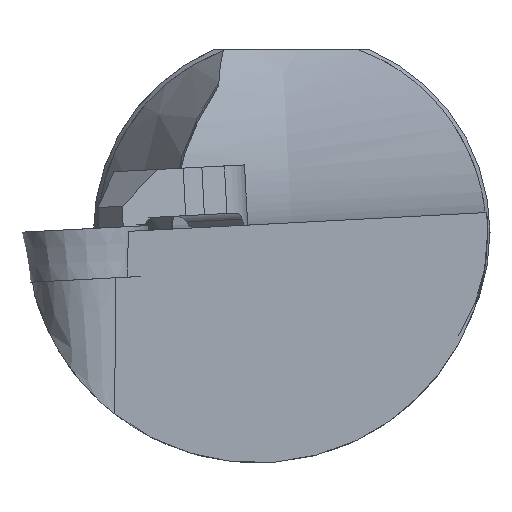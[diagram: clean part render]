
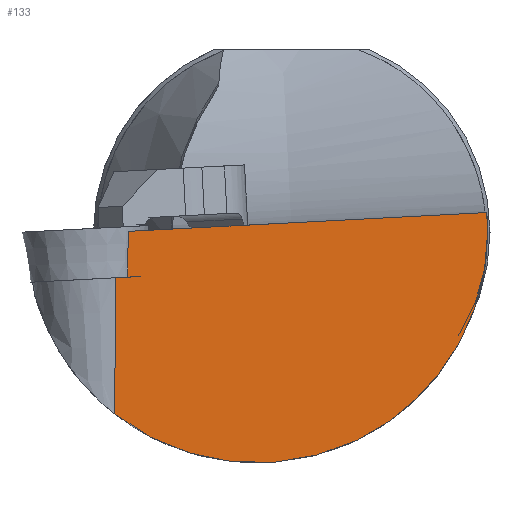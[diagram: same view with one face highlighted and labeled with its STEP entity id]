
A CAD part, left-side view. The second image highlights one B-rep face of the part: STEP entity #133.
In plain terms, the highlighted planar face has unit normal (-0.86, -0.502, -0.096).
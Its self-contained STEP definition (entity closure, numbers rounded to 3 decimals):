
#133=ADVANCED_FACE('',(#199),#179,.F.);
#179=PLANE('',#865);
#199=FACE_OUTER_BOUND('',#242,.T.);
#242=EDGE_LOOP('',(#395,#396,#397,#398,#399,#400));
#291=ELLIPSE('',#863,16.927,14.55);
#292=ELLIPSE('',#864,14.368,12.35);
#301=LINE('',#1170,#346);
#302=LINE('',#1173,#347);
#346=VECTOR('',#949,1.);
#347=VECTOR('',#950,1.);
#395=ORIENTED_EDGE('',*,*,#710,.T.);
#396=ORIENTED_EDGE('',*,*,#711,.T.);
#397=ORIENTED_EDGE('',*,*,#712,.T.);
#398=ORIENTED_EDGE('',*,*,#713,.T.);
#399=ORIENTED_EDGE('',*,*,#714,.T.);
#400=ORIENTED_EDGE('',*,*,#715,.T.);
#631=VERTEX_POINT('',#1171);
#632=VERTEX_POINT('',#1172);
#633=VERTEX_POINT('',#1174);
#634=VERTEX_POINT('',#1176);
#635=VERTEX_POINT('',#1178);
#636=VERTEX_POINT('',#1183);
#710=EDGE_CURVE('',#631,#632,#301,.T.);
#711=EDGE_CURVE('',#632,#633,#302,.T.);
#712=EDGE_CURVE('',#633,#634,#291,.T.);
#713=EDGE_CURVE('',#634,#635,#292,.T.);
#714=EDGE_CURVE('',#635,#636,#824,.T.);
#715=EDGE_CURVE('',#636,#631,#825,.T.);
#824=B_SPLINE_CURVE_WITH_KNOTS('',3,(#1179,#1180,#1181,#1182),
 .UNSPECIFIED.,.F.,.F.,(4,4),(0.,1.),.UNSPECIFIED.);
#825=B_SPLINE_CURVE_WITH_KNOTS('',3,(#1184,#1185,#1186,#1187),
 .UNSPECIFIED.,.F.,.F.,(4,4),(0.,1.),.UNSPECIFIED.);
#863=AXIS2_PLACEMENT_3D('',#1175,#951,#952);
#864=AXIS2_PLACEMENT_3D('',#1177,#953,#954);
#865=AXIS2_PLACEMENT_3D('',#1188,#955,#956);
#949=DIRECTION('',(-0.5,0.865,-0.045));
#950=DIRECTION('',(0.106,0.009,-0.994));
#951=DIRECTION('',(-0.86,-0.502,-0.096));
#952=DIRECTION('',(-0.511,0.844,0.161));
#953=DIRECTION('',(-0.86,-0.502,-0.096));
#954=DIRECTION('',(-0.511,0.844,0.161));
#955=DIRECTION('',(0.86,0.502,0.096));
#956=DIRECTION('',(0.504,-0.864,0.));
#1170=CARTESIAN_POINT('',(-153.533,-6.103,-2.874));
#1171=CARTESIAN_POINT('',(-153.111,-6.833,-2.836));
#1172=CARTESIAN_POINT('',(-153.533,-6.103,-2.874));
#1173=CARTESIAN_POINT('',(-153.533,-6.103,-2.874));
#1174=CARTESIAN_POINT('',(-152.622,-6.026,-11.461));
#1175=CARTESIAN_POINT('',(-148.664,-14.989,0.));
#1176=CARTESIAN_POINT('',(-140.167,-29.539,0.));
#1177=CARTESIAN_POINT('',(-147.379,-17.189,0.));
#1178=CARTESIAN_POINT('',(-140.34,-29.478,1.235));
#1179=CARTESIAN_POINT('',(-140.34,-29.478,1.235));
#1180=CARTESIAN_POINT('',(-144.692,-21.95,0.837));
#1181=CARTESIAN_POINT('',(-149.045,-14.422,0.445));
#1182=CARTESIAN_POINT('',(-153.397,-6.894,0.051));
#1183=CARTESIAN_POINT('',(-153.397,-6.894,0.051));
#1184=CARTESIAN_POINT('',(-153.397,-6.894,0.051));
#1185=CARTESIAN_POINT('',(-153.302,-6.874,-0.911));
#1186=CARTESIAN_POINT('',(-153.206,-6.853,-1.874));
#1187=CARTESIAN_POINT('',(-153.111,-6.833,-2.836));
#1188=CARTESIAN_POINT('',(-153.533,-6.103,-2.874));
